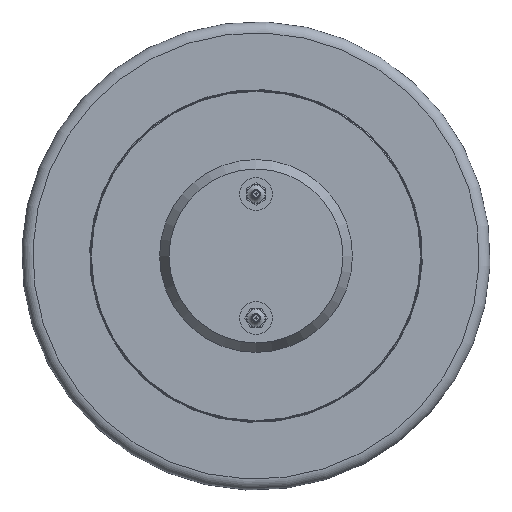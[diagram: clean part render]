
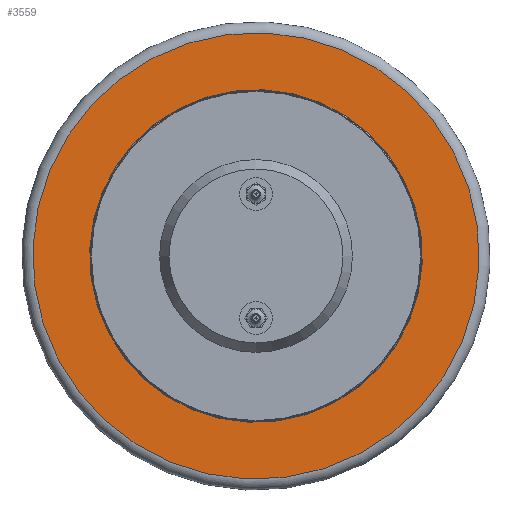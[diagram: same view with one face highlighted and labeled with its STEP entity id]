
A CAD part, left-side view. The second image highlights one B-rep face of the part: STEP entity #3559.
In plain terms, the highlighted planar face has unit normal (-1, 0, 0).
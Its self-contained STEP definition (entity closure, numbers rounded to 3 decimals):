
#71=FACE_BOUND('',#698,.T.);
#206=CIRCLE('',#3873,120.75);
#207=CIRCLE('',#3874,120.75);
#221=CIRCLE('',#3892,162.);
#222=CIRCLE('',#3893,162.);
#492=FACE_OUTER_BOUND('',#697,.T.);
#697=EDGE_LOOP('',(#2685,#2686));
#698=EDGE_LOOP('',(#2687,#2688));
#1456=VERTEX_POINT('',#5817);
#1457=VERTEX_POINT('',#5819);
#1469=VERTEX_POINT('',#5851);
#1470=VERTEX_POINT('',#5853);
#1901=EDGE_CURVE('',#1457,#1456,#206,.T.);
#1902=EDGE_CURVE('',#1456,#1457,#207,.T.);
#1918=EDGE_CURVE('',#1469,#1470,#221,.T.);
#1919=EDGE_CURVE('',#1470,#1469,#222,.T.);
#2685=ORIENTED_EDGE('',*,*,#1919,.F.);
#2686=ORIENTED_EDGE('',*,*,#1918,.F.);
#2687=ORIENTED_EDGE('',*,*,#1901,.T.);
#2688=ORIENTED_EDGE('',*,*,#1902,.T.);
#3214=PLANE('',#3894);
#3559=ADVANCED_FACE('',(#492,#71),#3214,.T.);
#3873=AXIS2_PLACEMENT_3D('',#5820,#4589,#4590);
#3874=AXIS2_PLACEMENT_3D('',#5821,#4591,#4592);
#3892=AXIS2_PLACEMENT_3D('',#5854,#4629,#4630);
#3893=AXIS2_PLACEMENT_3D('',#5855,#4631,#4632);
#3894=AXIS2_PLACEMENT_3D('',#5856,#4633,#4634);
#4589=DIRECTION('center_axis',(1.,0.,0.));
#4590=DIRECTION('ref_axis',(0.,0.383,-0.924));
#4591=DIRECTION('center_axis',(1.,0.,0.));
#4592=DIRECTION('ref_axis',(0.,0.383,-0.924));
#4629=DIRECTION('center_axis',(1.,0.,0.));
#4630=DIRECTION('ref_axis',(0.,-0.383,0.924));
#4631=DIRECTION('center_axis',(1.,0.,0.));
#4632=DIRECTION('ref_axis',(0.,-0.383,0.924));
#4633=DIRECTION('center_axis',(-1.,0.,0.));
#4634=DIRECTION('ref_axis',(0.,0.924,0.383));
#5817=CARTESIAN_POINT('',(-70.749,-127.369,81.908));
#5819=CARTESIAN_POINT('',(-70.749,-34.951,-141.209));
#5820=CARTESIAN_POINT('Origin',(-70.749,-81.16,-29.65));
#5821=CARTESIAN_POINT('Origin',(-70.749,-81.16,-29.65));
#5851=CARTESIAN_POINT('',(-70.749,68.508,32.345));
#5853=CARTESIAN_POINT('',(-70.749,-19.165,-179.319));
#5854=CARTESIAN_POINT('Origin',(-70.749,-81.16,-29.65));
#5855=CARTESIAN_POINT('Origin',(-70.749,-81.16,-29.65));
#5856=CARTESIAN_POINT('Origin',(-70.749,-23.471,-168.925));
